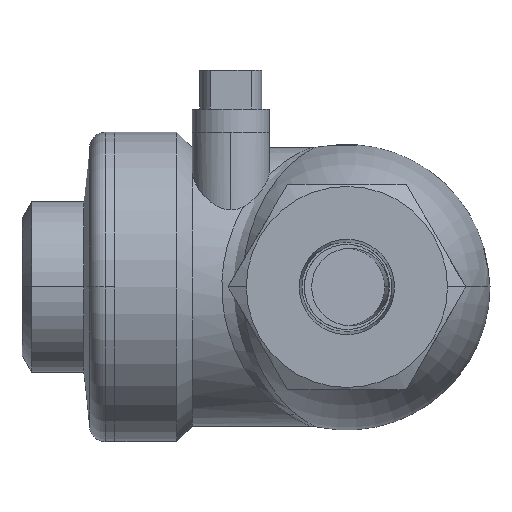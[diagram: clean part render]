
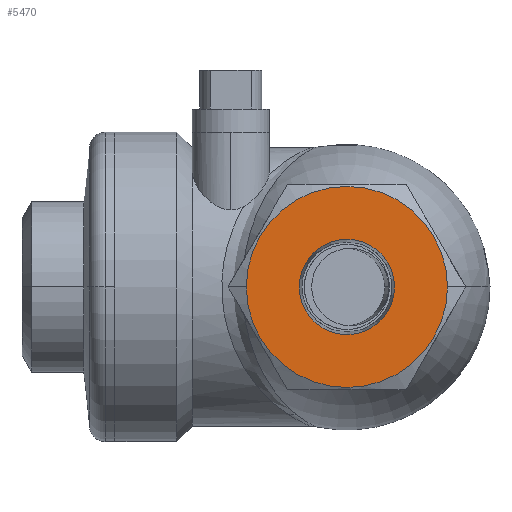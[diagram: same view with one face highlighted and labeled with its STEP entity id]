
A CAD part, left-side view. The second image highlights one B-rep face of the part: STEP entity #5470.
In plain terms, the highlighted planar face has unit normal (-1, 0, 0).
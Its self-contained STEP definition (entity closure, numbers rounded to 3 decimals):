
#165 = EDGE_CURVE ( 'NONE', #2393, #2392, #402, .T. ) ;
#166 = EDGE_CURVE ( 'NONE', #2405, #2413, #403, .T. ) ;
#402 = CIRCLE ( 'NONE', #2690, 6.154 ) ;
#403 = CIRCLE ( 'NONE', #2691, 13. ) ;
#541 = CIRCLE ( 'NONE', #3347, 6.154 ) ;
#576 = CIRCLE ( 'NONE', #3356, 13. ) ;
#760 = FACE_BOUND ( 'NONE', #2192, .T. ) ;
#769 = FACE_OUTER_BOUND ( 'NONE', #2274, .T. ) ;
#1130 = CARTESIAN_POINT ( 'NONE',  ( -32.5, 0., 0. ) ) ;
#1131 = DIRECTION ( 'NONE',  ( -1., 0., 0. ) ) ;
#1132 = DIRECTION ( 'NONE',  ( 0., 0., 1. ) ) ;
#1135 = CARTESIAN_POINT ( 'NONE',  ( -32.5, 0., 0. ) ) ;
#1136 = DIRECTION ( 'NONE',  ( -1., 0., 0. ) ) ;
#1137 = DIRECTION ( 'NONE',  ( 0., -1., 0. ) ) ;
#1360 = CARTESIAN_POINT ( 'NONE',  ( -32.5, 0., -6.154 ) ) ;
#1361 = CARTESIAN_POINT ( 'NONE',  ( -32.5, 0., 6.154 ) ) ;
#1373 = CARTESIAN_POINT ( 'NONE',  ( -32.5, 13., 0. ) ) ;
#1381 = CARTESIAN_POINT ( 'NONE',  ( -32.5, -13., 0. ) ) ;
#1651 = ORIENTED_EDGE ( 'NONE', *, *, #165, .F. ) ;
#1652 = ORIENTED_EDGE ( 'NONE', *, *, #2532, .F. ) ;
#1653 = ORIENTED_EDGE ( 'NONE', *, *, #166, .T. ) ;
#1654 = ORIENTED_EDGE ( 'NONE', *, *, #2564, .T. ) ;
#2192 = EDGE_LOOP ( 'NONE', ( #1651, #1652 ) ) ;
#2274 = EDGE_LOOP ( 'NONE', ( #1653, #1654 ) ) ;
#2392 = VERTEX_POINT ( 'NONE', #1360 ) ;
#2393 = VERTEX_POINT ( 'NONE', #1361 ) ;
#2405 = VERTEX_POINT ( 'NONE', #1373 ) ;
#2413 = VERTEX_POINT ( 'NONE', #1381 ) ;
#2532 = EDGE_CURVE ( 'NONE', #2392, #2393, #541, .T. ) ;
#2564 = EDGE_CURVE ( 'NONE', #2413, #2405, #576, .T. ) ;
#2690 = AXIS2_PLACEMENT_3D ( 'NONE', #1130, #1131, #1132 ) ;
#2691 = AXIS2_PLACEMENT_3D ( 'NONE', #1135, #1136, #1137 ) ;
#3145 = CARTESIAN_POINT ( 'NONE',  ( -32.5, 0., 0. ) ) ;
#3146 = DIRECTION ( 'NONE',  ( -1., 0., 0. ) ) ;
#3147 = DIRECTION ( 'NONE',  ( 0., 0., 1. ) ) ;
#3347 = AXIS2_PLACEMENT_3D ( 'NONE', #3145, #3146, #3147 ) ;
#3356 = AXIS2_PLACEMENT_3D ( 'NONE', #3648, #3649, #3650 ) ;
#3457 = AXIS2_PLACEMENT_3D ( 'NONE', #4515, #4525, #4527 ) ;
#3648 = CARTESIAN_POINT ( 'NONE',  ( -32.5, 0., 0. ) ) ;
#3649 = DIRECTION ( 'NONE',  ( -1., 0., 0. ) ) ;
#3650 = DIRECTION ( 'NONE',  ( 0., -1., 0. ) ) ;
#4515 = CARTESIAN_POINT ( 'NONE',  ( -32.5, -13., 0. ) ) ;
#4517 = PLANE ( 'NONE',  #3457 ) ;
#4525 = DIRECTION ( 'NONE',  ( -1., 0., 0. ) ) ;
#4527 = DIRECTION ( 'NONE',  ( 0., -1., 0. ) ) ;
#5470 = ADVANCED_FACE ( 'NONE', ( #760, #769 ), #4517, .T. ) ;
